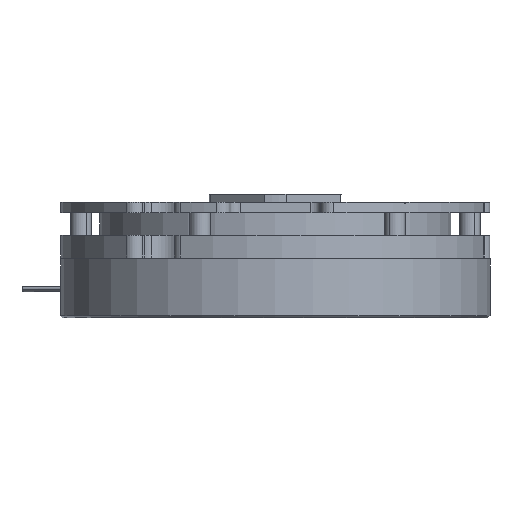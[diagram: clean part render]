
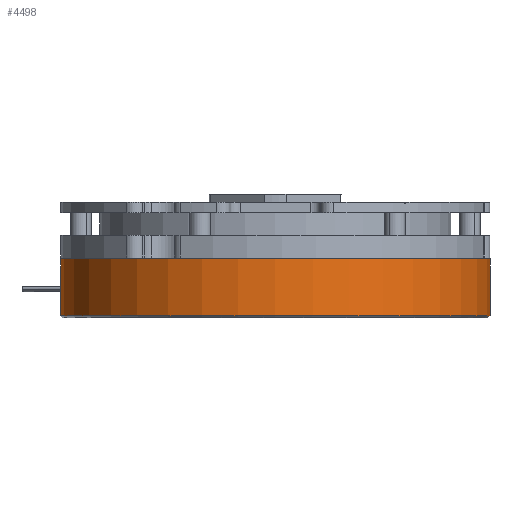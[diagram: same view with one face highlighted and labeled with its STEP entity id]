
A CAD part, front view. The second image highlights one B-rep face of the part: STEP entity #4498.
In plain terms, the highlighted cylindrical face has radius 52 mm (diameter 104 mm), a partial arc.
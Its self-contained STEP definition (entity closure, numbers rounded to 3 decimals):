
#175 = CARTESIAN_POINT ( 'NONE',  ( 52., 0., 33.313 ) ) ;
#346 = DIRECTION ( 'NONE',  ( 1., 0., 0. ) ) ;
#413 = AXIS2_PLACEMENT_3D ( 'NONE', #6809, #5475, #4199 ) ;
#614 = EDGE_LOOP ( 'NONE', ( #7444, #4534, #2787, #1310 ) ) ;
#1249 = VERTEX_POINT ( 'NONE', #4464 ) ;
#1310 = ORIENTED_EDGE ( 'NONE', *, *, #5690, .F. ) ;
#1317 = CARTESIAN_POINT ( 'NONE',  ( -52., 0., 14.3 ) ) ;
#1335 = VERTEX_POINT ( 'NONE', #1317 ) ;
#1484 = CYLINDRICAL_SURFACE ( 'NONE', #413, 52. ) ;
#1701 = VERTEX_POINT ( 'NONE', #6934 ) ;
#2211 = EDGE_CURVE ( 'NONE', #1701, #1249, #8129, .T. ) ;
#2787 = ORIENTED_EDGE ( 'NONE', *, *, #5044, .T. ) ;
#2868 = VERTEX_POINT ( 'NONE', #5026 ) ;
#3052 = DIRECTION ( 'NONE',  ( 0., 0., 1. ) ) ;
#3411 = LINE ( 'NONE', #3985, #6067 ) ;
#3429 = CARTESIAN_POINT ( 'NONE',  ( 0., 0., 0.5 ) ) ;
#3727 = FACE_OUTER_BOUND ( 'NONE', #614, .T. ) ;
#3985 = CARTESIAN_POINT ( 'NONE',  ( -52., 0., 33.313 ) ) ;
#4190 = DIRECTION ( 'NONE',  ( 0., 0., 1. ) ) ;
#4199 = DIRECTION ( 'NONE',  ( 1., 0., 0. ) ) ;
#4313 = AXIS2_PLACEMENT_3D ( 'NONE', #8491, #3052, #346 ) ;
#4450 = AXIS2_PLACEMENT_3D ( 'NONE', #3429, #8318, #7585 ) ;
#4464 = CARTESIAN_POINT ( 'NONE',  ( 52., 0., 0.5 ) ) ;
#4498 = ADVANCED_FACE ( 'NONE', ( #3727 ), #1484, .T. ) ;
#4534 = ORIENTED_EDGE ( 'NONE', *, *, #2211, .T. ) ;
#5026 = CARTESIAN_POINT ( 'NONE',  ( 52., 0., 14.3 ) ) ;
#5044 = EDGE_CURVE ( 'NONE', #1249, #2868, #7024, .T. ) ;
#5428 = DIRECTION ( 'NONE',  ( 0., 0., 1. ) ) ;
#5431 = CIRCLE ( 'NONE', #4313, 52. ) ;
#5475 = DIRECTION ( 'NONE',  ( 0., 0., 1. ) ) ;
#5621 = VECTOR ( 'NONE', #4190, 1000. ) ;
#5690 = EDGE_CURVE ( 'NONE', #1335, #2868, #5431, .T. ) ;
#6065 = EDGE_CURVE ( 'NONE', #1701, #1335, #3411, .T. ) ;
#6067 = VECTOR ( 'NONE', #5428, 1000. ) ;
#6809 = CARTESIAN_POINT ( 'NONE',  ( 0., 0., 33.313 ) ) ;
#6934 = CARTESIAN_POINT ( 'NONE',  ( -52., 0., 0.5 ) ) ;
#7024 = LINE ( 'NONE', #175, #5621 ) ;
#7444 = ORIENTED_EDGE ( 'NONE', *, *, #6065, .F. ) ;
#7585 = DIRECTION ( 'NONE',  ( 1., 0., 0. ) ) ;
#8129 = CIRCLE ( 'NONE', #4450, 52. ) ;
#8318 = DIRECTION ( 'NONE',  ( 0., 0., 1. ) ) ;
#8491 = CARTESIAN_POINT ( 'NONE',  ( 0., 0., 14.3 ) ) ;
